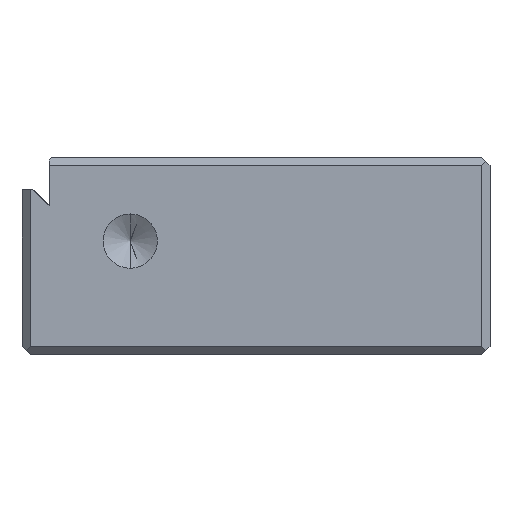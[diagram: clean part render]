
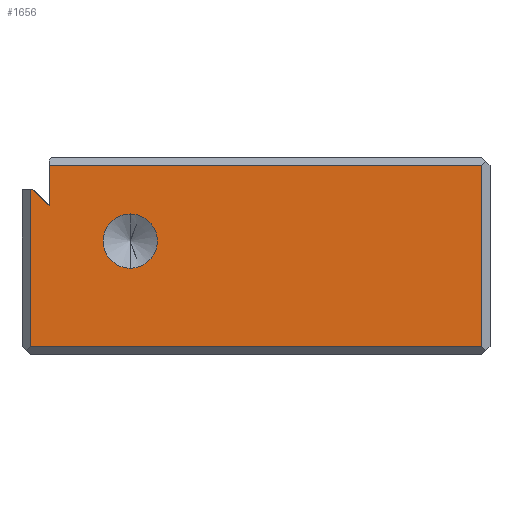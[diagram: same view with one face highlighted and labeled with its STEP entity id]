
A CAD part, left-side view. The second image highlights one B-rep face of the part: STEP entity #1656.
In plain terms, the highlighted planar face has unit normal (-1, 0, 0).
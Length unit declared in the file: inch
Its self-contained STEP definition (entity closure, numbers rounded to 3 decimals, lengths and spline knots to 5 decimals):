
#218 = DIRECTION ( 'NONE',  ( 0., 0., 1. ) ) ;
#341 = DIRECTION ( 'NONE',  ( 0., 0., -1. ) ) ;
#422 = CARTESIAN_POINT ( 'NONE',  ( 0., 1.34, -0.2195 ) ) ;
#508 = LINE ( 'NONE', #10848, #11374 ) ;
#511 = LINE ( 'NONE', #2690, #9231 ) ;
#857 = VERTEX_POINT ( 'NONE', #6464 ) ;
#1017 = ORIENTED_EDGE ( 'NONE', *, *, #2366, .F. ) ;
#1036 = LINE ( 'NONE', #1172, #6673 ) ;
#1049 = VECTOR ( 'NONE', #11387, 39.37008 ) ;
#1115 = ORIENTED_EDGE ( 'NONE', *, *, #1917, .T. ) ;
#1127 = EDGE_CURVE ( 'NONE', #12637, #857, #6353, .T. ) ;
#1172 = CARTESIAN_POINT ( 'NONE',  ( 0., 1.74, -0.13 ) ) ;
#1246 = PLANE ( 'NONE',  #6731 ) ;
#1292 = DIRECTION ( 'NONE',  ( 0., 0., 1. ) ) ;
#1656 = ADVANCED_FACE ( 'NONE', ( #6340, #11935 ), #1246, .T. ) ;
#1917 = EDGE_CURVE ( 'NONE', #857, #13454, #7966, .T. ) ;
#2251 = DIRECTION ( 'NONE',  ( 0., -1., 0. ) ) ;
#2366 = EDGE_CURVE ( 'NONE', #4762, #13542, #1036, .T. ) ;
#2562 = CARTESIAN_POINT ( 'NONE',  ( 0., 1.65, -0.18 ) ) ;
#2690 = CARTESIAN_POINT ( 'NONE',  ( 0., 1.64, -0.19 ) ) ;
#2879 = ORIENTED_EDGE ( 'NONE', *, *, #4803, .F. ) ;
#3154 = CARTESIAN_POINT ( 'NONE',  ( 0., 1.34, -0.32 ) ) ;
#3213 = ORIENTED_EDGE ( 'NONE', *, *, #6681, .T. ) ;
#3272 = VERTEX_POINT ( 'NONE', #12280 ) ;
#3486 = CIRCLE ( 'NONE', #4799, 0.1005 ) ;
#3616 = CARTESIAN_POINT ( 'NONE',  ( 0., 1.71, -0.13 ) ) ;
#3627 = DIRECTION ( 'NONE',  ( 0., -1., 0. ) ) ;
#3810 = VERTEX_POINT ( 'NONE', #6562 ) ;
#4227 = DIRECTION ( 'NONE',  ( 0., 0., 1. ) ) ;
#4760 = VERTEX_POINT ( 'NONE', #422 ) ;
#4762 = VERTEX_POINT ( 'NONE', #3616 ) ;
#4799 = AXIS2_PLACEMENT_3D ( 'NONE', #3154, #10516, #4227 ) ;
#4803 = EDGE_CURVE ( 'NONE', #3810, #13454, #511, .T. ) ;
#5093 = CIRCLE ( 'NONE', #13590, 0.1005 ) ;
#5115 = ORIENTED_EDGE ( 'NONE', *, *, #7709, .F. ) ;
#5417 = VECTOR ( 'NONE', #3627, 39.37008 ) ;
#5742 = CARTESIAN_POINT ( 'NONE',  ( 0., 0., -0.71 ) ) ;
#5745 = LINE ( 'NONE', #5742, #5417 ) ;
#5772 = ORIENTED_EDGE ( 'NONE', *, *, #9445, .T. ) ;
#6339 = CARTESIAN_POINT ( 'NONE',  ( 0., 1.7, -0.13 ) ) ;
#6340 = FACE_BOUND ( 'NONE', #10814, .T. ) ;
#6353 = LINE ( 'NONE', #11430, #1049 ) ;
#6373 = CARTESIAN_POINT ( 'NONE',  ( 0., 0.04, -0.71 ) ) ;
#6464 = CARTESIAN_POINT ( 'NONE',  ( 0., 0.04, -0.04 ) ) ;
#6539 = DIRECTION ( 'NONE',  ( -1., 0., 0. ) ) ;
#6562 = CARTESIAN_POINT ( 'NONE',  ( 0., 1.64, -0.19 ) ) ;
#6618 = EDGE_CURVE ( 'NONE', #4762, #11500, #508, .T. ) ;
#6633 = CARTESIAN_POINT ( 'NONE',  ( 0., 1.71, -0.71 ) ) ;
#6636 = EDGE_LOOP ( 'NONE', ( #2879, #3213, #1017, #8187, #5772, #12471, #1115 ) ) ;
#6673 = VECTOR ( 'NONE', #2251, 39.37008 ) ;
#6681 = EDGE_CURVE ( 'NONE', #3810, #13542, #13479, .T. ) ;
#6729 = DIRECTION ( 'NONE',  ( 0., 1., 0. ) ) ;
#6731 = AXIS2_PLACEMENT_3D ( 'NONE', #12837, #7629, #1292 ) ;
#7629 = DIRECTION ( 'NONE',  ( -1., 0., 0. ) ) ;
#7655 = VECTOR ( 'NONE', #6729, 39.37008 ) ;
#7709 = EDGE_CURVE ( 'NONE', #4760, #3272, #5093, .T. ) ;
#7931 = VECTOR ( 'NONE', #10976, 39.37008 ) ;
#7966 = LINE ( 'NONE', #9859, #7655 ) ;
#8187 = ORIENTED_EDGE ( 'NONE', *, *, #6618, .T. ) ;
#8307 = CARTESIAN_POINT ( 'NONE',  ( 0., 1.64, -0.04 ) ) ;
#8979 = DIRECTION ( 'NONE',  ( 0., 0., 1. ) ) ;
#9231 = VECTOR ( 'NONE', #8979, 39.37008 ) ;
#9445 = EDGE_CURVE ( 'NONE', #11500, #12637, #5745, .T. ) ;
#9859 = CARTESIAN_POINT ( 'NONE',  ( 0., 1.65, -0.04 ) ) ;
#10516 = DIRECTION ( 'NONE',  ( -1., 0., 0. ) ) ;
#10814 = EDGE_LOOP ( 'NONE', ( #5115, #11150 ) ) ;
#10848 = CARTESIAN_POINT ( 'NONE',  ( 0., 1.71, -0.7 ) ) ;
#10976 = DIRECTION ( 'NONE',  ( 0., 0.707, 0.707 ) ) ;
#11150 = ORIENTED_EDGE ( 'NONE', *, *, #11901, .F. ) ;
#11374 = VECTOR ( 'NONE', #341, 39.37008 ) ;
#11387 = DIRECTION ( 'NONE',  ( 0., 0., 1. ) ) ;
#11430 = CARTESIAN_POINT ( 'NONE',  ( 0., 0.04, -0.05 ) ) ;
#11500 = VERTEX_POINT ( 'NONE', #6633 ) ;
#11901 = EDGE_CURVE ( 'NONE', #3272, #4760, #3486, .T. ) ;
#11935 = FACE_OUTER_BOUND ( 'NONE', #6636, .T. ) ;
#12280 = CARTESIAN_POINT ( 'NONE',  ( 0., 1.34, -0.4205 ) ) ;
#12471 = ORIENTED_EDGE ( 'NONE', *, *, #1127, .T. ) ;
#12637 = VERTEX_POINT ( 'NONE', #6373 ) ;
#12808 = CARTESIAN_POINT ( 'NONE',  ( 0., 1.34, -0.32 ) ) ;
#12837 = CARTESIAN_POINT ( 'NONE',  ( 0., 0., 0. ) ) ;
#13454 = VERTEX_POINT ( 'NONE', #8307 ) ;
#13479 = LINE ( 'NONE', #2562, #7931 ) ;
#13542 = VERTEX_POINT ( 'NONE', #6339 ) ;
#13590 = AXIS2_PLACEMENT_3D ( 'NONE', #12808, #6539, #218 ) ;
